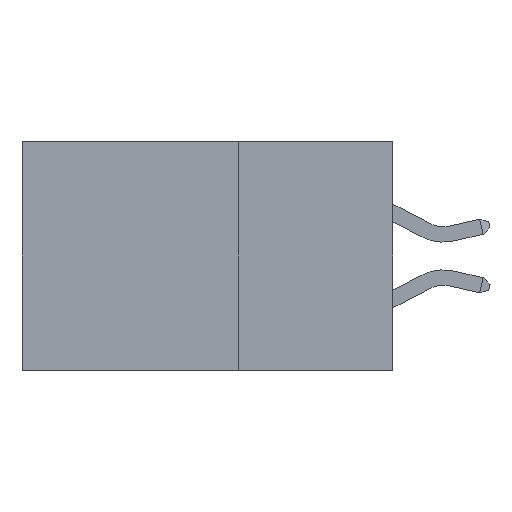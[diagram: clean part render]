
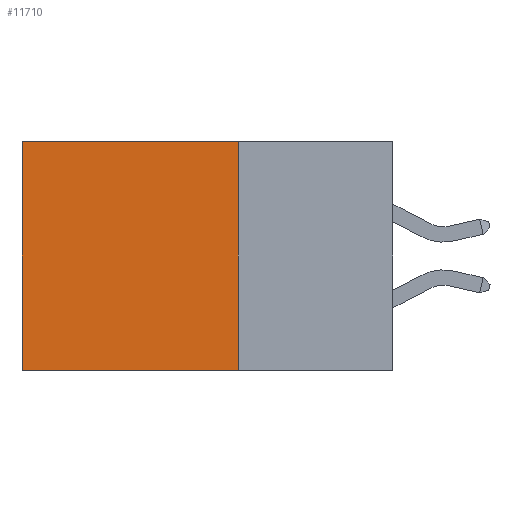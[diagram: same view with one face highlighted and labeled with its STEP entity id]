
A CAD part, left-side view. The second image highlights one B-rep face of the part: STEP entity #11710.
In plain terms, the highlighted planar face has unit normal (-1, 0, 0).
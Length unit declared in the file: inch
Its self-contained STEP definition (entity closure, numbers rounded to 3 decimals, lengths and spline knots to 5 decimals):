
#86 = DIRECTION ( 'NONE',  ( 0., 1., 0. ) ) ;
#1378 = CARTESIAN_POINT ( 'NONE',  ( 0.2875, 0.25, 0. ) ) ;
#1453 = PLANE ( 'NONE',  #19259 ) ;
#1532 = VECTOR ( 'NONE', #86, 39.37008 ) ;
#2434 = CARTESIAN_POINT ( 'NONE',  ( 0.2875, 0.6, -0.37 ) ) ;
#4888 = ORIENTED_EDGE ( 'NONE', *, *, #6138, .T. ) ;
#5351 = VECTOR ( 'NONE', #8594, 39.37008 ) ;
#5359 = EDGE_LOOP ( 'NONE', ( #4888, #7714, #22554, #10703 ) ) ;
#6138 = EDGE_CURVE ( 'NONE', #23272, #10058, #11793, .T. ) ;
#6150 = LINE ( 'NONE', #1378, #20430 ) ;
#6841 = VECTOR ( 'NONE', #16091, 39.37008 ) ;
#7047 = EDGE_CURVE ( 'NONE', #11958, #10058, #21338, .T. ) ;
#7223 = DIRECTION ( 'NONE',  ( 0., 0., -1. ) ) ;
#7714 = ORIENTED_EDGE ( 'NONE', *, *, #7047, .F. ) ;
#8253 = LINE ( 'NONE', #13525, #5351 ) ;
#8594 = DIRECTION ( 'NONE',  ( 0., 0., -1. ) ) ;
#10058 = VERTEX_POINT ( 'NONE', #2434 ) ;
#10324 = VERTEX_POINT ( 'NONE', #13220 ) ;
#10703 = ORIENTED_EDGE ( 'NONE', *, *, #20825, .T. ) ;
#10915 = DIRECTION ( 'NONE',  ( 1., 0., 0. ) ) ;
#11003 = DIRECTION ( 'NONE',  ( 0., 1., 0. ) ) ;
#11710 = ADVANCED_FACE ( 'NONE', ( #17988 ), #1453, .F. ) ;
#11793 = LINE ( 'NONE', #20003, #6841 ) ;
#11958 = VERTEX_POINT ( 'NONE', #12163 ) ;
#12163 = CARTESIAN_POINT ( 'NONE',  ( 0.2875, 0.25, -0.37 ) ) ;
#13220 = CARTESIAN_POINT ( 'NONE',  ( 0.2875, 0.25, 0. ) ) ;
#13525 = CARTESIAN_POINT ( 'NONE',  ( 0.2875, 0.25, 0. ) ) ;
#14997 = CARTESIAN_POINT ( 'NONE',  ( 0.2875, 0.25, -0.37 ) ) ;
#16091 = DIRECTION ( 'NONE',  ( 0., 0., -1. ) ) ;
#17988 = FACE_OUTER_BOUND ( 'NONE', #5359, .T. ) ;
#19259 = AXIS2_PLACEMENT_3D ( 'NONE', #19929, #10915, #7223 ) ;
#19680 = EDGE_CURVE ( 'NONE', #10324, #11958, #8253, .T. ) ;
#19929 = CARTESIAN_POINT ( 'NONE',  ( 0.2875, 0.25, 0. ) ) ;
#20003 = CARTESIAN_POINT ( 'NONE',  ( 0.2875, 0.6, 0. ) ) ;
#20180 = CARTESIAN_POINT ( 'NONE',  ( 0.2875, 0.6, 0. ) ) ;
#20430 = VECTOR ( 'NONE', #11003, 39.37008 ) ;
#20825 = EDGE_CURVE ( 'NONE', #10324, #23272, #6150, .T. ) ;
#21338 = LINE ( 'NONE', #14997, #1532 ) ;
#22554 = ORIENTED_EDGE ( 'NONE', *, *, #19680, .F. ) ;
#23272 = VERTEX_POINT ( 'NONE', #20180 ) ;
